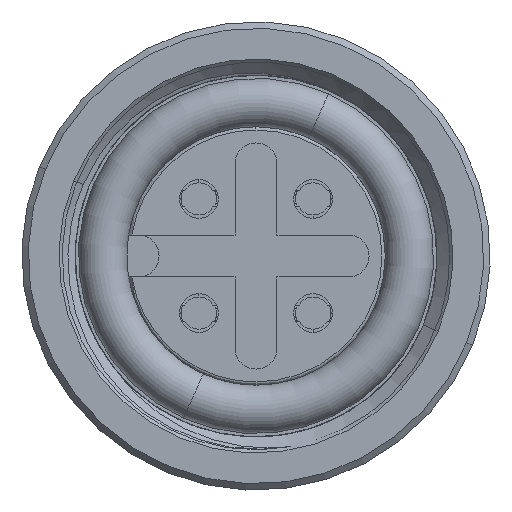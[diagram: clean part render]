
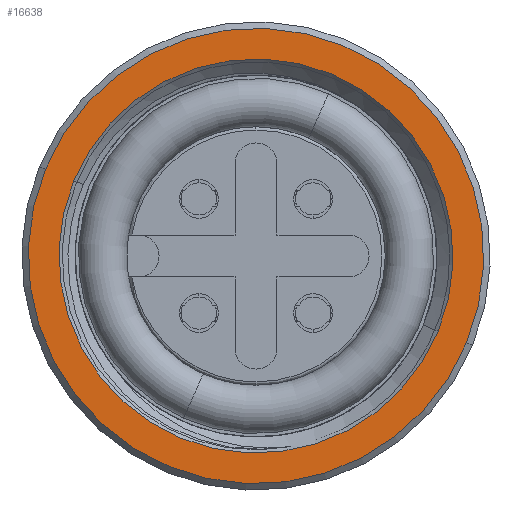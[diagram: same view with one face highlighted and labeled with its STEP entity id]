
A CAD part, left-side view. The second image highlights one B-rep face of the part: STEP entity #16638.
In plain terms, the highlighted face is planar.
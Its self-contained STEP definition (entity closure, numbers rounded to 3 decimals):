
#24 = CARTESIAN_POINT ( 'NONE',  ( 11., 0., -7.05 ) ) ;
#740 = EDGE_CURVE ( 'NONE', #27156, #14019, #11283, .T. ) ;
#1707 = EDGE_CURVE ( 'NONE', #20485, #32084, #11330, .T. ) ;
#2126 = AXIS2_PLACEMENT_3D ( 'NONE', #6187, #23517, #23362 ) ;
#3106 = ORIENTED_EDGE ( 'NONE', *, *, #1707, .T. ) ;
#3694 = DIRECTION ( 'NONE',  ( 1., 0., 0. ) ) ;
#3825 = CARTESIAN_POINT ( 'NONE',  ( 11., 0., 0. ) ) ;
#6187 = CARTESIAN_POINT ( 'NONE',  ( 11., 7.25, 0. ) ) ;
#6220 = DIRECTION ( 'NONE',  ( 0., 0., 1. ) ) ;
#7526 = AXIS2_PLACEMENT_3D ( 'NONE', #3825, #13735, #26158 ) ;
#9890 = EDGE_CURVE ( 'NONE', #32084, #20485, #11175, .T. ) ;
#10332 = EDGE_LOOP ( 'NONE', ( #26869, #3106 ) ) ;
#11175 = CIRCLE ( 'NONE', #7526, 7.05 ) ;
#11283 = CIRCLE ( 'NONE', #24994, 6.1 ) ;
#11330 = CIRCLE ( 'NONE', #20321, 7.05 ) ;
#11443 = ORIENTED_EDGE ( 'NONE', *, *, #740, .T. ) ;
#12478 = CARTESIAN_POINT ( 'NONE',  ( 11., 0., 7.05 ) ) ;
#13101 = PLANE ( 'NONE',  #2126 ) ;
#13735 = DIRECTION ( 'NONE',  ( 1., 0., 0. ) ) ;
#13847 = DIRECTION ( 'NONE',  ( 0., 0., 1. ) ) ;
#14019 = VERTEX_POINT ( 'NONE', #31155 ) ;
#14545 = CARTESIAN_POINT ( 'NONE',  ( 11., 0., 6.1 ) ) ;
#16102 = FACE_BOUND ( 'NONE', #31925, .T. ) ;
#16638 = ADVANCED_FACE ( 'NONE', ( #28706, #16102 ), #13101, .F. ) ;
#17017 = DIRECTION ( 'NONE',  ( -1., 0., 0. ) ) ;
#18206 = EDGE_CURVE ( 'NONE', #14019, #27156, #24863, .T. ) ;
#20321 = AXIS2_PLACEMENT_3D ( 'NONE', #21078, #3694, #6220 ) ;
#20485 = VERTEX_POINT ( 'NONE', #24 ) ;
#20851 = DIRECTION ( 'NONE',  ( -1., 0., 0. ) ) ;
#21078 = CARTESIAN_POINT ( 'NONE',  ( 11., 0., 0. ) ) ;
#23311 = DIRECTION ( 'NONE',  ( 0., 0., 1. ) ) ;
#23362 = DIRECTION ( 'NONE',  ( 0., 0., 1. ) ) ;
#23517 = DIRECTION ( 'NONE',  ( -1., 0., 0. ) ) ;
#24423 = CARTESIAN_POINT ( 'NONE',  ( 11., 0., 0. ) ) ;
#24863 = CIRCLE ( 'NONE', #27556, 6.1 ) ;
#24994 = AXIS2_PLACEMENT_3D ( 'NONE', #30630, #20851, #23311 ) ;
#26158 = DIRECTION ( 'NONE',  ( 0., 0., 1. ) ) ;
#26869 = ORIENTED_EDGE ( 'NONE', *, *, #9890, .T. ) ;
#27156 = VERTEX_POINT ( 'NONE', #14545 ) ;
#27556 = AXIS2_PLACEMENT_3D ( 'NONE', #24423, #17017, #13847 ) ;
#28160 = ORIENTED_EDGE ( 'NONE', *, *, #18206, .T. ) ;
#28706 = FACE_OUTER_BOUND ( 'NONE', #10332, .T. ) ;
#30630 = CARTESIAN_POINT ( 'NONE',  ( 11., 0., 0. ) ) ;
#31155 = CARTESIAN_POINT ( 'NONE',  ( 11., 0., -6.1 ) ) ;
#31925 = EDGE_LOOP ( 'NONE', ( #28160, #11443 ) ) ;
#32084 = VERTEX_POINT ( 'NONE', #12478 ) ;
